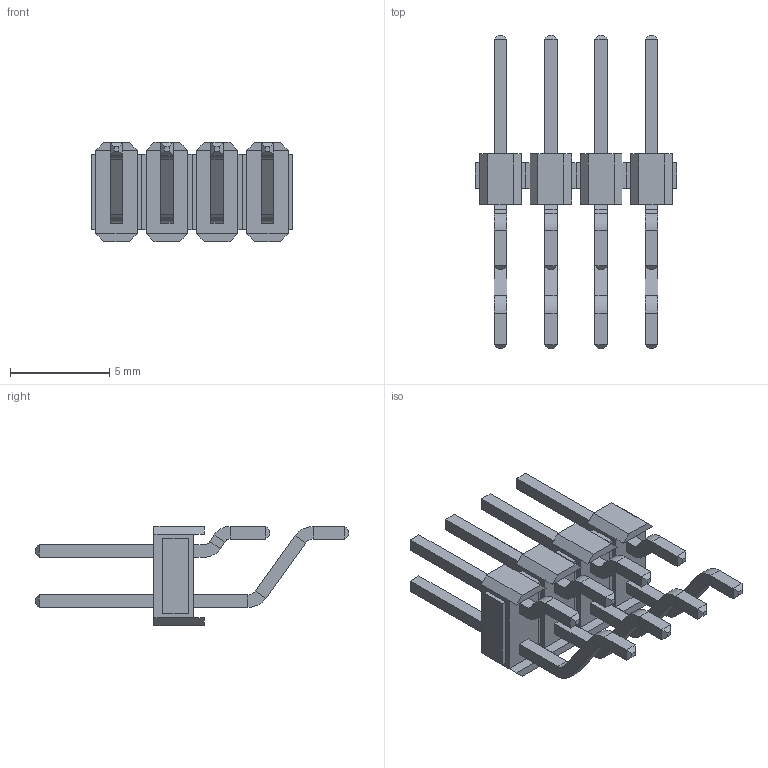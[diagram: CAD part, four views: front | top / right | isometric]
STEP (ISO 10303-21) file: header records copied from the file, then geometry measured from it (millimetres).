
FILE_DESCRIPTION (( 'STEP AP214' ), '1' );
FILE_NAME ('PLDR_SMD-08.STEP', '2019-06-30T11:44:50', ( '' ), ( '' ), 'SwSTEP 2.0', 'SolidWorks 2018', '' );
FILE_SCHEMA (( 'AUTOMOTIVE_DESIGN' ));
Length unit declared in the file: millimetre
Products named in the file (1): PLDR_SMD-08
Bounding box: 10.16 x 15.84 x 5 mm (x, y, z)
Volume: 134.5 mm3; surface area: 482.4 mm2
Topology: 4 solids, 4 shells, 352 faces, 784 edges, 464 vertices
Faces by surface type: plane 312, cylinder 24, bspline 16
Entity records: 13897 total; most frequent: CARTESIAN_POINT 2265, ORIENTED_EDGE 1568, DIRECTION 1514, EDGE_CURVE 784, VECTOR 712, LINE 712, VERTEX_POINT 464, AXIS2_PLACEMENT_3D 401
